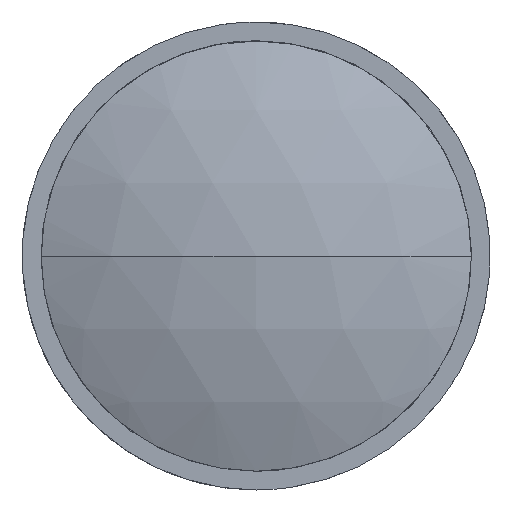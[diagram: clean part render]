
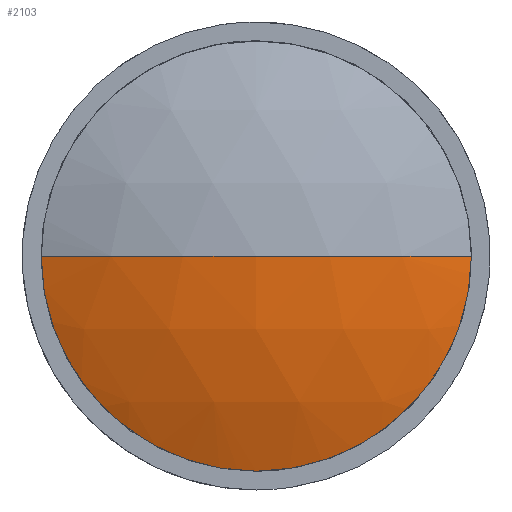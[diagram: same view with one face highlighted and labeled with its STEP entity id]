
A CAD part, left-side view. The second image highlights one B-rep face of the part: STEP entity #2103.
In plain terms, the highlighted spherical face has radius 103.562 mm.
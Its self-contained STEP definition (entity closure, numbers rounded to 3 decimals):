
#101 = DIRECTION ( 'NONE',  ( -1., 0., 0. ) ) ;
#182 = CARTESIAN_POINT ( 'NONE',  ( -12.488, 31.963, -188.633 ) ) ;
#282 = DIRECTION ( 'NONE',  ( 0., 1., 0. ) ) ;
#298 = CARTESIAN_POINT ( 'NONE',  ( -12.488, -5.262, -204.052 ) ) ;
#662 = ORIENTED_EDGE ( 'NONE', *, *, #5935, .F. ) ;
#799 = CARTESIAN_POINT ( 'NONE',  ( 82.954, 0., -164.111 ) ) ;
#833 = CARTESIAN_POINT ( 'NONE',  ( -12.488, 40.2, -166.742 ) ) ;
#1041 = CARTESIAN_POINT ( 'NONE',  ( -12.488, -36.133, -181.926 ) ) ;
#1089 = CARTESIAN_POINT ( 'NONE',  ( -12.488, -17.815, -200.245 ) ) ;
#1122 = VERTEX_POINT ( 'NONE', #3486 ) ;
#1138 = CARTESIAN_POINT ( 'NONE',  ( -12.488, -38.914, -174.535 ) ) ;
#1302 = CARTESIAN_POINT ( 'NONE',  ( 82.954, 0., -164.111 ) ) ;
#1491 = CARTESIAN_POINT ( 'NONE',  ( -12.488, 12.953, -202.258 ) ) ;
#1540 = CARTESIAN_POINT ( 'NONE',  ( -12.488, 34.887, -184.258 ) ) ;
#1611 = CARTESIAN_POINT ( 'NONE',  ( -12.488, 40.2, -164.111 ) ) ;
#1694 = EDGE_CURVE ( 'NONE', #8253, #2325, #5131, .T. ) ;
#1844 = CARTESIAN_POINT ( 'NONE',  ( -12.488, -38.147, -177.064 ) ) ;
#2043 = VERTEX_POINT ( 'NONE', #7044 ) ;
#2103 = ADVANCED_FACE ( 'NONE', ( #6740 ), #3048, .F. ) ;
#2121 = AXIS2_PLACEMENT_3D ( 'NONE', #1302, #2801, #6305 ) ;
#2155 = CARTESIAN_POINT ( 'NONE',  ( -12.488, 0., -204.311 ) ) ;
#2240 = CARTESIAN_POINT ( 'NONE',  ( -12.488, 36.133, -181.926 ) ) ;
#2246 = AXIS2_PLACEMENT_3D ( 'NONE', #799, #3680, #101 ) ;
#2290 = CARTESIAN_POINT ( 'NONE',  ( -12.488, 5.262, -204.052 ) ) ;
#2325 = VERTEX_POINT ( 'NONE', #8286 ) ;
#2339 = CARTESIAN_POINT ( 'NONE',  ( -12.488, 26.565, -194.398 ) ) ;
#2363 = CARTESIAN_POINT ( 'NONE',  ( -12.488, -40.2, -164.111 ) ) ;
#2502 = EDGE_CURVE ( 'NONE', #2043, #2325, #6779, .T. ) ;
#2552 = CARTESIAN_POINT ( 'NONE',  ( -12.488, -30.286, -190.677 ) ) ;
#2801 = DIRECTION ( 'NONE',  ( 0., 0., 1. ) ) ;
#3048 = SPHERICAL_SURFACE ( 'NONE', #3820, 103.562 ) ;
#3163 = CARTESIAN_POINT ( 'NONE',  ( -12.488, -24.522, -196.075 ) ) ;
#3486 = CARTESIAN_POINT ( 'NONE',  ( -12.488, 0., -204.311 ) ) ;
#3680 = DIRECTION ( 'NONE',  ( 0., 0., -1. ) ) ;
#3768 = DIRECTION ( 'NONE',  ( 0., 0., -1. ) ) ;
#3820 = AXIS2_PLACEMENT_3D ( 'NONE', #9291, #3768, #282 ) ;
#3835 = CARTESIAN_POINT ( 'NONE',  ( -12.488, -12.953, -202.258 ) ) ;
#3880 = CARTESIAN_POINT ( 'NONE',  ( -12.488, -20.146, -198.998 ) ) ;
#3974 = CARTESIAN_POINT ( 'NONE',  ( -12.488, 0., -204.311 ) ) ;
#4371 = CARTESIAN_POINT ( 'NONE',  ( -12.488, 30.286, -190.677 ) ) ;
#4417 = CARTESIAN_POINT ( 'NONE',  ( -12.488, 24.522, -196.075 ) ) ;
#4452 = ORIENTED_EDGE ( 'NONE', *, *, #1694, .T. ) ;
#4501 = EDGE_CURVE ( 'NONE', #1122, #2043, #5458, .T. ) ;
#4727 = CARTESIAN_POINT ( 'NONE',  ( -12.488, -31.963, -188.633 ) ) ;
#5131 = CIRCLE ( 'NONE', #2121, 103.562 ) ;
#5458 = B_SPLINE_CURVE_WITH_KNOTS ( 'NONE', 3,
 ( #3974, #8912, #298, #6092, #3835, #1089, #3880, #3163, #6140, #2552, #4727, #6709, #1041, #1844, #1138, #7461, #6659, #2363 ),
 .UNSPECIFIED., .F., .F.,
 ( 4, 2, 2, 2, 2, 2, 2, 2, 4 ),
 ( 0., 0.125, 0.25, 0.375, 0.5, 0.625, 0.75, 0.875, 1. ),
 .UNSPECIFIED. ) ;
#5746 = CARTESIAN_POINT ( 'NONE',  ( -12.488, 39.941, -169.374 ) ) ;
#5925 = CARTESIAN_POINT ( 'NONE',  ( -12.488, 20.146, -198.998 ) ) ;
#5935 = EDGE_CURVE ( 'NONE', #8253, #1122, #8608, .T. ) ;
#5938 = ORIENTED_EDGE ( 'NONE', *, *, #4501, .F. ) ;
#6029 = ORIENTED_EDGE ( 'NONE', *, *, #2502, .F. ) ;
#6092 = CARTESIAN_POINT ( 'NONE',  ( -12.488, -10.423, -203.026 ) ) ;
#6140 = CARTESIAN_POINT ( 'NONE',  ( -12.488, -26.565, -194.398 ) ) ;
#6305 = DIRECTION ( 'NONE',  ( 1., 0., 0. ) ) ;
#6451 = CARTESIAN_POINT ( 'NONE',  ( -12.488, 17.815, -200.245 ) ) ;
#6599 = EDGE_LOOP ( 'NONE', ( #6029, #5938, #662, #4452 ) ) ;
#6659 = CARTESIAN_POINT ( 'NONE',  ( -12.488, -40.2, -166.742 ) ) ;
#6709 = CARTESIAN_POINT ( 'NONE',  ( -12.488, -34.887, -184.258 ) ) ;
#6740 = FACE_OUTER_BOUND ( 'NONE', #6599, .T. ) ;
#6779 = CIRCLE ( 'NONE', #2246, 103.562 ) ;
#7044 = CARTESIAN_POINT ( 'NONE',  ( -12.488, -40.2, -164.111 ) ) ;
#7461 = CARTESIAN_POINT ( 'NONE',  ( -12.488, -39.941, -169.374 ) ) ;
#7907 = CARTESIAN_POINT ( 'NONE',  ( -12.488, 10.423, -203.026 ) ) ;
#7949 = CARTESIAN_POINT ( 'NONE',  ( -12.488, 38.147, -177.064 ) ) ;
#8046 = CARTESIAN_POINT ( 'NONE',  ( -12.488, 2.631, -204.311 ) ) ;
#8253 = VERTEX_POINT ( 'NONE', #1611 ) ;
#8286 = CARTESIAN_POINT ( 'NONE',  ( -20.608, 0., -164.111 ) ) ;
#8608 = B_SPLINE_CURVE_WITH_KNOTS ( 'NONE', 3,
 ( #9315, #833, #5746, #8702, #7949, #2240, #1540, #182, #4371, #2339, #4417, #5925, #6451, #1491, #7907, #2290, #8046, #2155 ),
 .UNSPECIFIED., .F., .F.,
 ( 4, 2, 2, 2, 2, 2, 2, 2, 4 ),
 ( 0.667, 0.708, 0.75, 0.792, 0.833, 0.875, 0.917, 0.958, 1. ),
 .UNSPECIFIED. ) ;
#8702 = CARTESIAN_POINT ( 'NONE',  ( -12.488, 38.914, -174.535 ) ) ;
#8912 = CARTESIAN_POINT ( 'NONE',  ( -12.488, -2.631, -204.311 ) ) ;
#9291 = CARTESIAN_POINT ( 'NONE',  ( 82.954, 0., -164.111 ) ) ;
#9315 = CARTESIAN_POINT ( 'NONE',  ( -12.488, 40.2, -164.111 ) ) ;
